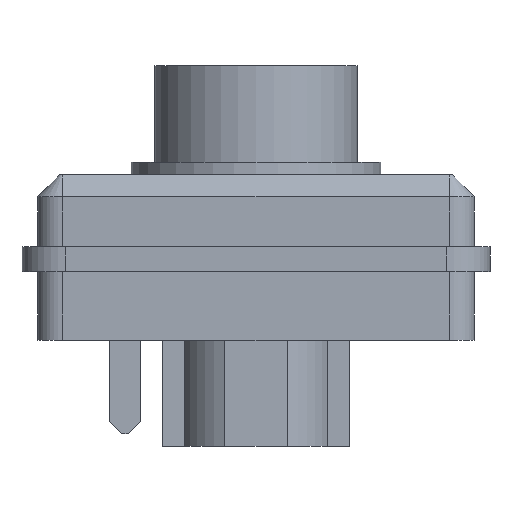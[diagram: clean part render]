
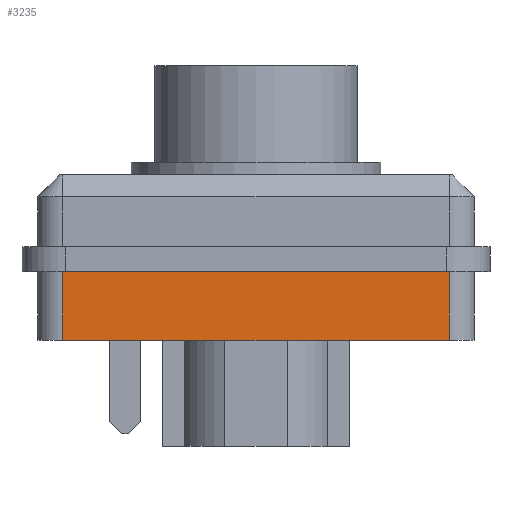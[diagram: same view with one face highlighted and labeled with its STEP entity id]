
A CAD part, front view. The second image highlights one B-rep face of the part: STEP entity #3235.
In plain terms, the highlighted planar face has unit normal (0, -1, 0).
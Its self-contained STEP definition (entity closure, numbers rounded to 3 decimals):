
#2523 = PLANE('',#2524);
#2524 = AXIS2_PLACEMENT_3D('',#2525,#2526,#2527);
#2525 = CARTESIAN_POINT('',(0.,0.,-2.6));
#2526 = DIRECTION('',(0.,0.,1.));
#2527 = DIRECTION('',(1.,0.,0.));
#2934 = VERTEX_POINT('',#2935);
#2935 = CARTESIAN_POINT('',(-6.2,-7.,-2.6));
#2950 = CYLINDRICAL_SURFACE('',#2951,0.8);
#2951 = AXIS2_PLACEMENT_3D('',#2952,#2953,#2954);
#2952 = CARTESIAN_POINT('',(-6.2,-6.2,-0.5));
#2953 = DIRECTION('',(0.,0.,1.));
#2954 = DIRECTION('',(1.,0.,0.));
#3105 = VERTEX_POINT('',#3106);
#3106 = CARTESIAN_POINT('',(6.2,-7.,-2.6));
#3121 = CYLINDRICAL_SURFACE('',#3122,0.8);
#3122 = AXIS2_PLACEMENT_3D('',#3123,#3124,#3125);
#3123 = CARTESIAN_POINT('',(6.2,-6.2,-0.5));
#3124 = DIRECTION('',(0.,0.,1.));
#3125 = DIRECTION('',(1.,0.,0.));
#3133 = EDGE_CURVE('',#2934,#3105,#3134,.T.);
#3134 = SURFACE_CURVE('',#3135,(#3139,#3146),.PCURVE_S1.);
#3135 = LINE('',#3136,#3137);
#3136 = CARTESIAN_POINT('',(3.1,-7.,-2.6));
#3137 = VECTOR('',#3138,1.);
#3138 = DIRECTION('',(1.,0.,0.));
#3139 = PCURVE('',#2523,#3140);
#3140 = DEFINITIONAL_REPRESENTATION('',(#3141),#3145);
#3141 = LINE('',#3142,#3143);
#3142 = CARTESIAN_POINT('',(3.1,-7.));
#3143 = VECTOR('',#3144,1.);
#3144 = DIRECTION('',(1.,0.));
#3145 = ( GEOMETRIC_REPRESENTATION_CONTEXT(2) 
PARAMETRIC_REPRESENTATION_CONTEXT() REPRESENTATION_CONTEXT('2D SPACE',''
  ) );
#3146 = PCURVE('',#3147,#3152);
#3147 = PLANE('',#3148);
#3148 = AXIS2_PLACEMENT_3D('',#3149,#3150,#3151);
#3149 = CARTESIAN_POINT('',(6.2,-7.,-0.5));
#3150 = DIRECTION('',(0.,1.,0.));
#3151 = DIRECTION('',(-1.,0.,0.));
#3152 = DEFINITIONAL_REPRESENTATION('',(#3153),#3157);
#3153 = LINE('',#3154,#3155);
#3154 = CARTESIAN_POINT('',(3.1,-2.1));
#3155 = VECTOR('',#3156,1.);
#3156 = DIRECTION('',(-1.,0.));
#3157 = ( GEOMETRIC_REPRESENTATION_CONTEXT(2) 
PARAMETRIC_REPRESENTATION_CONTEXT() REPRESENTATION_CONTEXT('2D SPACE',''
  ) );
#3187 = VERTEX_POINT('',#3188);
#3188 = CARTESIAN_POINT('',(-6.2,-7.,-4.8));
#3203 = PLANE('',#3204);
#3204 = AXIS2_PLACEMENT_3D('',#3205,#3206,#3207);
#3205 = CARTESIAN_POINT('',(0.,0.,-4.8));
#3206 = DIRECTION('',(0.,0.,1.));
#3207 = DIRECTION('',(1.,0.,0.));
#3215 = EDGE_CURVE('',#2934,#3187,#3216,.T.);
#3216 = SURFACE_CURVE('',#3217,(#3221,#3228),.PCURVE_S1.);
#3217 = LINE('',#3218,#3219);
#3218 = CARTESIAN_POINT('',(-6.2,-7.,-0.5));
#3219 = VECTOR('',#3220,1.);
#3220 = DIRECTION('',(-0.,-0.,-1.));
#3221 = PCURVE('',#2950,#3222);
#3222 = DEFINITIONAL_REPRESENTATION('',(#3223),#3227);
#3223 = LINE('',#3224,#3225);
#3224 = CARTESIAN_POINT('',(4.712,0.));
#3225 = VECTOR('',#3226,1.);
#3226 = DIRECTION('',(0.,-1.));
#3227 = ( GEOMETRIC_REPRESENTATION_CONTEXT(2) 
PARAMETRIC_REPRESENTATION_CONTEXT() REPRESENTATION_CONTEXT('2D SPACE',''
  ) );
#3228 = PCURVE('',#3147,#3229);
#3229 = DEFINITIONAL_REPRESENTATION('',(#3230),#3234);
#3230 = LINE('',#3231,#3232);
#3231 = CARTESIAN_POINT('',(12.4,0.));
#3232 = VECTOR('',#3233,1.);
#3233 = DIRECTION('',(0.,-1.));
#3234 = ( GEOMETRIC_REPRESENTATION_CONTEXT(2) 
PARAMETRIC_REPRESENTATION_CONTEXT() REPRESENTATION_CONTEXT('2D SPACE',''
  ) );
#3235 = ADVANCED_FACE('',(#3236),#3147,.F.);
#3236 = FACE_BOUND('',#3237,.F.);
#3237 = EDGE_LOOP('',(#3238,#3239,#3262,#3283));
#3238 = ORIENTED_EDGE('',*,*,#3133,.T.);
#3239 = ORIENTED_EDGE('',*,*,#3240,.T.);
#3240 = EDGE_CURVE('',#3105,#3241,#3243,.T.);
#3241 = VERTEX_POINT('',#3242);
#3242 = CARTESIAN_POINT('',(6.2,-7.,-4.8));
#3243 = SURFACE_CURVE('',#3244,(#3248,#3255),.PCURVE_S1.);
#3244 = LINE('',#3245,#3246);
#3245 = CARTESIAN_POINT('',(6.2,-7.,-0.5));
#3246 = VECTOR('',#3247,1.);
#3247 = DIRECTION('',(-0.,-0.,-1.));
#3248 = PCURVE('',#3147,#3249);
#3249 = DEFINITIONAL_REPRESENTATION('',(#3250),#3254);
#3250 = LINE('',#3251,#3252);
#3251 = CARTESIAN_POINT('',(0.,0.));
#3252 = VECTOR('',#3253,1.);
#3253 = DIRECTION('',(0.,-1.));
#3254 = ( GEOMETRIC_REPRESENTATION_CONTEXT(2) 
PARAMETRIC_REPRESENTATION_CONTEXT() REPRESENTATION_CONTEXT('2D SPACE',''
  ) );
#3255 = PCURVE('',#3121,#3256);
#3256 = DEFINITIONAL_REPRESENTATION('',(#3257),#3261);
#3257 = LINE('',#3258,#3259);
#3258 = CARTESIAN_POINT('',(4.712,0.));
#3259 = VECTOR('',#3260,1.);
#3260 = DIRECTION('',(0.,-1.));
#3261 = ( GEOMETRIC_REPRESENTATION_CONTEXT(2) 
PARAMETRIC_REPRESENTATION_CONTEXT() REPRESENTATION_CONTEXT('2D SPACE',''
  ) );
#3262 = ORIENTED_EDGE('',*,*,#3263,.F.);
#3263 = EDGE_CURVE('',#3187,#3241,#3264,.T.);
#3264 = SURFACE_CURVE('',#3265,(#3269,#3276),.PCURVE_S1.);
#3265 = LINE('',#3266,#3267);
#3266 = CARTESIAN_POINT('',(3.1,-7.,-4.8));
#3267 = VECTOR('',#3268,1.);
#3268 = DIRECTION('',(1.,0.,0.));
#3269 = PCURVE('',#3147,#3270);
#3270 = DEFINITIONAL_REPRESENTATION('',(#3271),#3275);
#3271 = LINE('',#3272,#3273);
#3272 = CARTESIAN_POINT('',(3.1,-4.3));
#3273 = VECTOR('',#3274,1.);
#3274 = DIRECTION('',(-1.,0.));
#3275 = ( GEOMETRIC_REPRESENTATION_CONTEXT(2) 
PARAMETRIC_REPRESENTATION_CONTEXT() REPRESENTATION_CONTEXT('2D SPACE',''
  ) );
#3276 = PCURVE('',#3203,#3277);
#3277 = DEFINITIONAL_REPRESENTATION('',(#3278),#3282);
#3278 = LINE('',#3279,#3280);
#3279 = CARTESIAN_POINT('',(3.1,-7.));
#3280 = VECTOR('',#3281,1.);
#3281 = DIRECTION('',(1.,0.));
#3282 = ( GEOMETRIC_REPRESENTATION_CONTEXT(2) 
PARAMETRIC_REPRESENTATION_CONTEXT() REPRESENTATION_CONTEXT('2D SPACE',''
  ) );
#3283 = ORIENTED_EDGE('',*,*,#3215,.F.);
